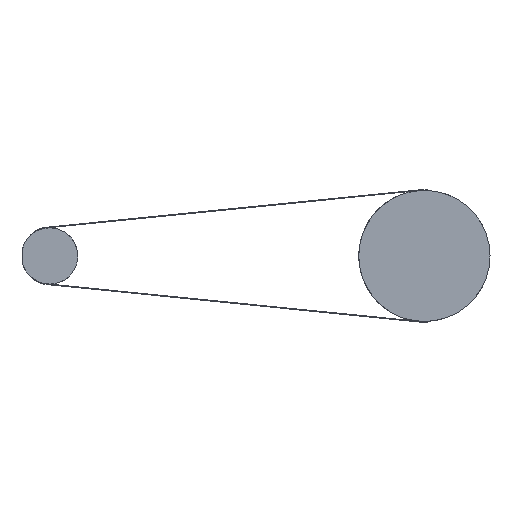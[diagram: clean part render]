
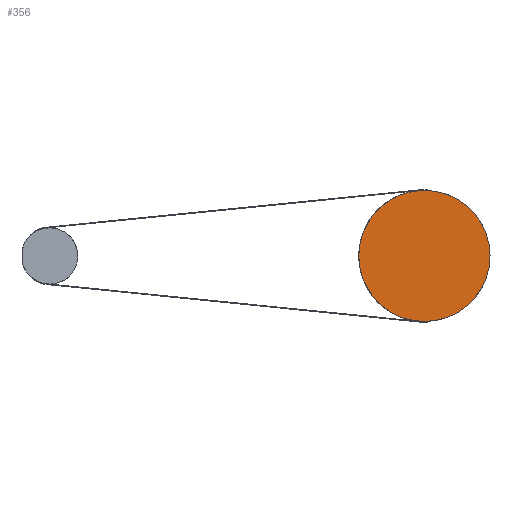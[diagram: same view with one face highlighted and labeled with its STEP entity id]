
A CAD part, top view. The second image highlights one B-rep face of the part: STEP entity #356.
In plain terms, the highlighted planar face has unit normal (0, 0, 1).
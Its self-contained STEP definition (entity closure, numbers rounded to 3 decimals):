
#276=CARTESIAN_POINT('',(0.,-175.,61.0));
#277=VERTEX_POINT('',#276);
#278=CARTESIAN_POINT('',(0.,175.,61.0));
#279=VERTEX_POINT('',#278);
#280=CARTESIAN_POINT('',(0.,0.,61.0));
#281=DIRECTION('',(0.,0.,-1.0));
#282=DIRECTION('',(0.,-1.0,0.));
#283=AXIS2_PLACEMENT_3D('',#280,#281,#282);
#284=CIRCLE('',#283,175.0);
#285=EDGE_CURVE('',#277,#279,#284,.T.);
#287=CARTESIAN_POINT('',(0.,0.,61.0));
#288=DIRECTION('',(0.,0.,-1.0));
#289=DIRECTION('',(0.,-1.0,0.));
#290=AXIS2_PLACEMENT_3D('',#287,#288,#289);
#291=CIRCLE('',#290,175.0);
#292=EDGE_CURVE('',#279,#277,#291,.T.);
#347=CARTESIAN_POINT('',(210.,210.,61.0));
#348=DIRECTION('',(0.0,0.0,-1.0));
#349=DIRECTION('',(0.0,-1.0,0.0));
#350=AXIS2_PLACEMENT_3D('',#347,#348,#349);
#351=PLANE('',#350);
#352=ORIENTED_EDGE('',*,*,#292,.F.);
#353=ORIENTED_EDGE('',*,*,#285,.F.);
#354=EDGE_LOOP('',(#352,#353));
#355=FACE_OUTER_BOUND('',#354,.T.);
#356=ADVANCED_FACE('',(#355),#351,.F.);
